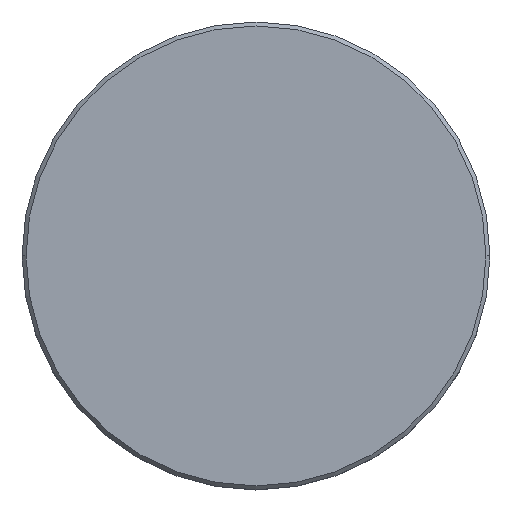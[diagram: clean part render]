
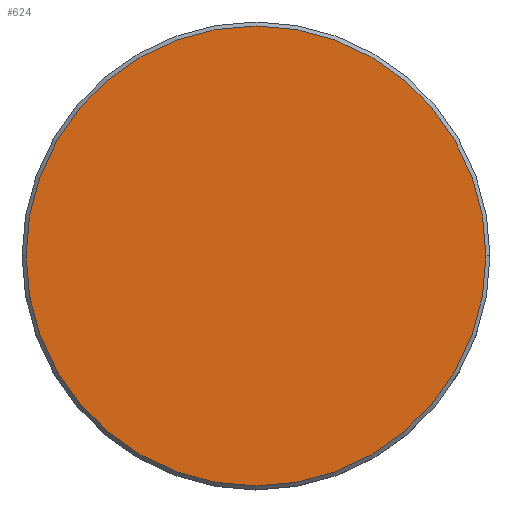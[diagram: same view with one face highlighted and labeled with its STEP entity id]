
A CAD part, top view. The second image highlights one B-rep face of the part: STEP entity #624.
In plain terms, the highlighted planar face has unit normal (0, 0, 1).
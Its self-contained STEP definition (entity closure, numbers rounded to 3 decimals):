
#78 = FACE_OUTER_BOUND ( 'NONE', #791, .T. ) ;
#140 = VERTEX_POINT ( 'NONE', #731 ) ;
#180 = DIRECTION ( 'NONE',  ( 1., 0., 0. ) ) ;
#210 = EDGE_CURVE ( 'NONE', #140, #836, #336, .T. ) ;
#226 = CIRCLE ( 'NONE', #377, 29. ) ;
#231 = ORIENTED_EDGE ( 'NONE', *, *, #1131, .T. ) ;
#336 = CIRCLE ( 'NONE', #636, 29. ) ;
#352 = CARTESIAN_POINT ( 'NONE',  ( 0., 0., 0. ) ) ;
#357 = AXIS2_PLACEMENT_3D ( 'NONE', #352, #883, #1074 ) ;
#377 = AXIS2_PLACEMENT_3D ( 'NONE', #808, #629, #180 ) ;
#406 = DIRECTION ( 'NONE',  ( 0., 0., 1. ) ) ;
#410 = CARTESIAN_POINT ( 'NONE',  ( 0., 0., 0. ) ) ;
#624 = ADVANCED_FACE ( 'NONE', ( #78 ), #800, .T. ) ;
#629 = DIRECTION ( 'NONE',  ( 0., 0., 1. ) ) ;
#636 = AXIS2_PLACEMENT_3D ( 'NONE', #410, #406, #687 ) ;
#687 = DIRECTION ( 'NONE',  ( 1., 0., 0. ) ) ;
#731 = CARTESIAN_POINT ( 'NONE',  ( -29., 0., 0. ) ) ;
#791 = EDGE_LOOP ( 'NONE', ( #1007, #231 ) ) ;
#800 = PLANE ( 'NONE',  #357 ) ;
#808 = CARTESIAN_POINT ( 'NONE',  ( 0., 0., 0. ) ) ;
#817 = CARTESIAN_POINT ( 'NONE',  ( 29., 0., 0. ) ) ;
#836 = VERTEX_POINT ( 'NONE', #817 ) ;
#883 = DIRECTION ( 'NONE',  ( 0., 0., 1. ) ) ;
#1007 = ORIENTED_EDGE ( 'NONE', *, *, #210, .T. ) ;
#1074 = DIRECTION ( 'NONE',  ( 1., 0., 0. ) ) ;
#1131 = EDGE_CURVE ( 'NONE', #836, #140, #226, .T. ) ;
